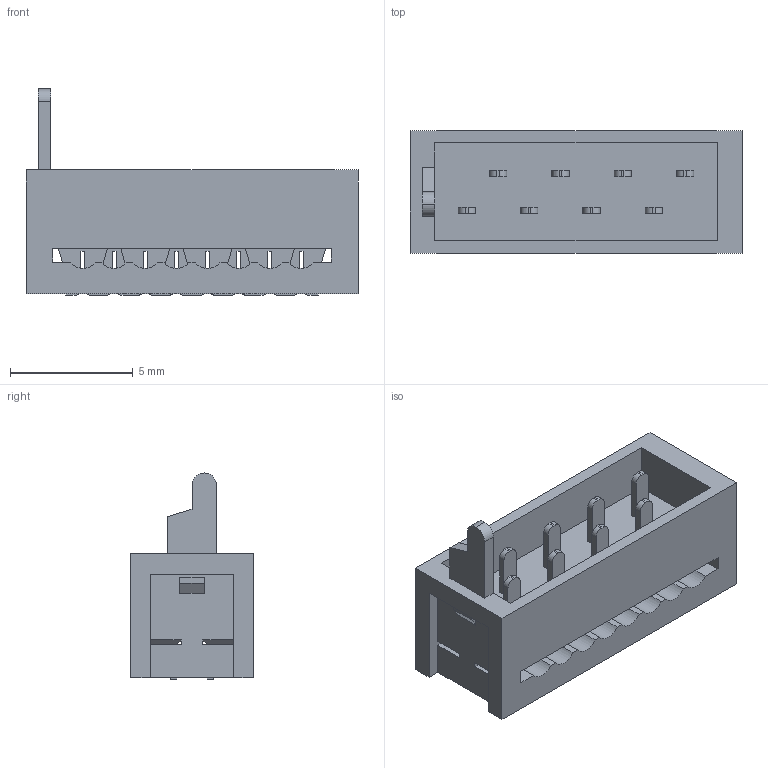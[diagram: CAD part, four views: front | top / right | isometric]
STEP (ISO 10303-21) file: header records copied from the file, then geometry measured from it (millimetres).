
FILE_DESCRIPTION (( 'STEP AP214' ), '1' );
FILE_NAME ('FID12709-084R1L-REF .STEP', '2025-08-14T03:53:05', ( '' ), ( '' ), 'SwSTEP 2.0', 'SolidWorks 2021', '' );
FILE_SCHEMA (( 'AUTOMOTIVE_DESIGN' ));
Length unit declared in the file: millimetre
Products named in the file (1): FID12709-084R1L-REF 
Bounding box: 13.53 x 5 x 8.4 mm (x, y, z)
Volume: 194 mm3; surface area: 603.4 mm2
Topology: 1 solids, 1 shells, 376 faces, 1137 edges, 714 vertices
Faces by surface type: plane 326, cylinder 50
Entity records: 12651 total; most frequent: ORIENTED_EDGE 2274, CARTESIAN_POINT 2228, DIRECTION 2023, EDGE_CURVE 1137, VECTOR 1005, LINE 1005, VERTEX_POINT 714, AXIS2_PLACEMENT_3D 509
